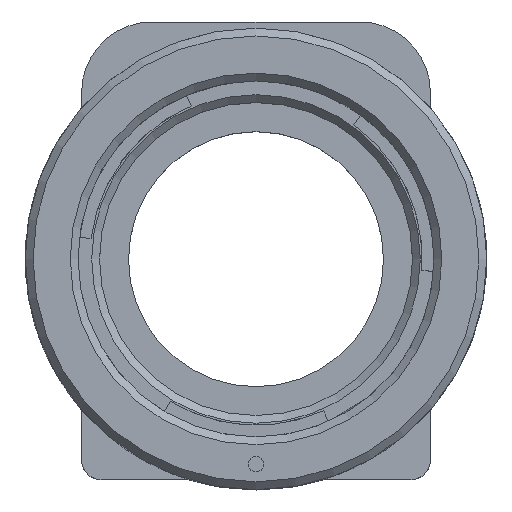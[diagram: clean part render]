
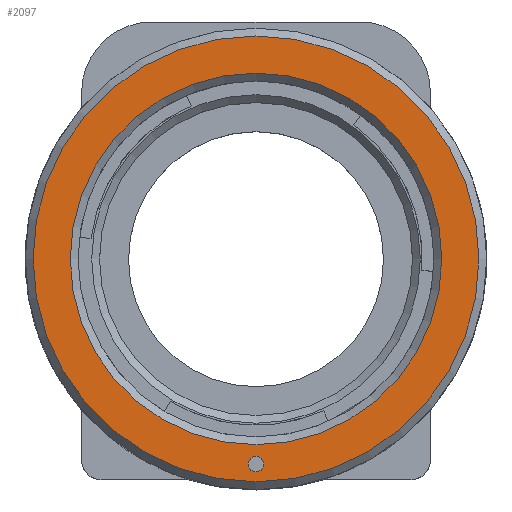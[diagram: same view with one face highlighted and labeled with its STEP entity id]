
A CAD part, top view. The second image highlights one B-rep face of the part: STEP entity #2097.
In plain terms, the highlighted planar face has unit normal (0, 0, 1).
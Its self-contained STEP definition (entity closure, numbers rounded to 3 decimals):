
#45=FACE_BOUND('',#311,.T.);
#46=FACE_BOUND('',#312,.T.);
#82=PLANE('',#2264);
#174=FACE_OUTER_BOUND('',#310,.T.);
#310=EDGE_LOOP('',(#1612));
#311=EDGE_LOOP('',(#1613));
#312=EDGE_LOOP('',(#1614));
#440=CIRCLE('',#2263,23.75);
#441=CIRCLE('',#2265,28.5);
#442=CIRCLE('',#2266,1.);
#943=VERTEX_POINT('',#5001);
#944=VERTEX_POINT('',#5005);
#945=VERTEX_POINT('',#5007);
#1187=EDGE_CURVE('',#943,#943,#440,.T.);
#1188=EDGE_CURVE('',#944,#944,#441,.T.);
#1189=EDGE_CURVE('',#945,#945,#442,.T.);
#1612=ORIENTED_EDGE('',*,*,#1188,.F.);
#1613=ORIENTED_EDGE('',*,*,#1189,.T.);
#1614=ORIENTED_EDGE('',*,*,#1187,.F.);
#2097=ADVANCED_FACE('',(#174,#45,#46),#82,.T.);
#2263=AXIS2_PLACEMENT_3D('',#5003,#2643,#2644);
#2264=AXIS2_PLACEMENT_3D('',#5004,#2645,#2646);
#2265=AXIS2_PLACEMENT_3D('',#5006,#2647,#2648);
#2266=AXIS2_PLACEMENT_3D('',#5008,#2649,#2650);
#2643=DIRECTION('center_axis',(0.,0.,1.));
#2644=DIRECTION('ref_axis',(1.,0.,0.));
#2645=DIRECTION('center_axis',(0.,0.,1.));
#2646=DIRECTION('ref_axis',(1.,0.,0.));
#2647=DIRECTION('center_axis',(0.,0.,-1.));
#2648=DIRECTION('ref_axis',(1.,0.,0.));
#2649=DIRECTION('center_axis',(0.,0.,-1.));
#2650=DIRECTION('ref_axis',(1.,0.,0.));
#5001=CARTESIAN_POINT('',(-23.75,0.,29.2));
#5003=CARTESIAN_POINT('Origin',(0.,0.,29.2));
#5004=CARTESIAN_POINT('Origin',(0.,0.,29.2));
#5005=CARTESIAN_POINT('',(-28.5,0.,29.2));
#5006=CARTESIAN_POINT('Origin',(0.,0.,29.2));
#5007=CARTESIAN_POINT('',(-1.,-26.23,29.2));
#5008=CARTESIAN_POINT('Origin',(0.,-26.23,29.2));
